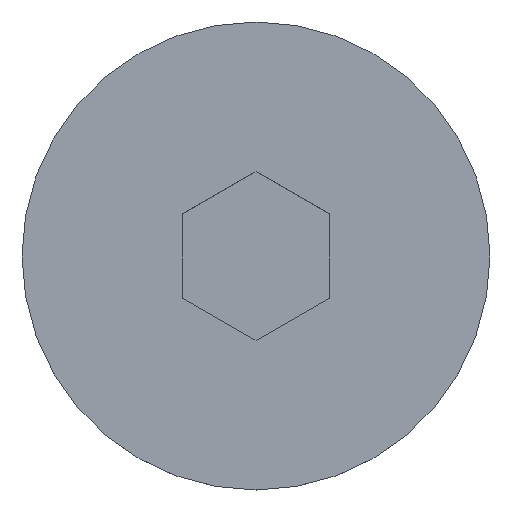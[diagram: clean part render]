
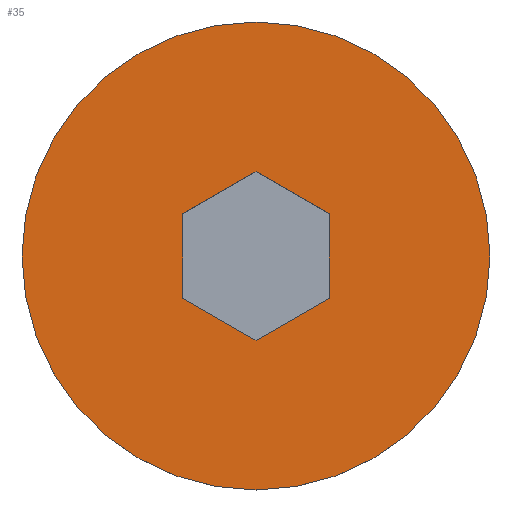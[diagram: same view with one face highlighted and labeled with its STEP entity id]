
A CAD part, top view. The second image highlights one B-rep face of the part: STEP entity #35.
In plain terms, the highlighted planar face has unit normal (0, 0, 1).
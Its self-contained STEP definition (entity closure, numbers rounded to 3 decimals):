
#4 = VECTOR ( 'NONE', #218, 1000. ) ;
#10 = DIRECTION ( 'NONE',  ( 0., 1., 0. ) ) ;
#11 = EDGE_CURVE ( 'NONE', #463, #72, #457, .T. ) ;
#33 = EDGE_CURVE ( 'NONE', #237, #345, #151, .T. ) ;
#35 = ADVANCED_FACE ( 'NONE', ( #122, #266 ), #206, .T. ) ;
#64 = CARTESIAN_POINT ( 'NONE',  ( 0., 0., 0. ) ) ;
#71 = VERTEX_POINT ( 'NONE', #366 ) ;
#72 = VERTEX_POINT ( 'NONE', #87 ) ;
#83 = VERTEX_POINT ( 'NONE', #477 ) ;
#87 = CARTESIAN_POINT ( 'NONE',  ( -2.5, 1.443, 0. ) ) ;
#97 = CARTESIAN_POINT ( 'NONE',  ( 0., 0., 0. ) ) ;
#102 = VECTOR ( 'NONE', #415, 1000. ) ;
#111 = VECTOR ( 'NONE', #497, 1000. ) ;
#122 = FACE_BOUND ( 'NONE', #243, .T. ) ;
#132 = LINE ( 'NONE', #143, #102 ) ;
#143 = CARTESIAN_POINT ( 'NONE',  ( 0., 2.887, 0. ) ) ;
#151 = CIRCLE ( 'NONE', #480, 8. ) ;
#168 = LINE ( 'NONE', #329, #4 ) ;
#172 = CARTESIAN_POINT ( 'NONE',  ( 0., -2.887, 0. ) ) ;
#173 = DIRECTION ( 'NONE',  ( -1., 0., 0. ) ) ;
#175 = LINE ( 'NONE', #188, #111 ) ;
#177 = CARTESIAN_POINT ( 'NONE',  ( 2.5, -1.443, 0. ) ) ;
#180 = DIRECTION ( 'NONE',  ( 0., 0., -1. ) ) ;
#187 = DIRECTION ( 'NONE',  ( 0.866, 0.5, 0. ) ) ;
#188 = CARTESIAN_POINT ( 'NONE',  ( 2.5, 0., 0. ) ) ;
#189 = ORIENTED_EDGE ( 'NONE', *, *, #248, .T. ) ;
#190 = ORIENTED_EDGE ( 'NONE', *, *, #432, .T. ) ;
#202 = ORIENTED_EDGE ( 'NONE', *, *, #11, .T. ) ;
#206 = PLANE ( 'NONE',  #370 ) ;
#207 = AXIS2_PLACEMENT_3D ( 'NONE', #64, #180, #450 ) ;
#212 = EDGE_LOOP ( 'NONE', ( #277, #292 ) ) ;
#216 = CARTESIAN_POINT ( 'NONE',  ( 8., 0., 0. ) ) ;
#218 = DIRECTION ( 'NONE',  ( -0.866, -0.5, 0. ) ) ;
#225 = VERTEX_POINT ( 'NONE', #177 ) ;
#234 = CARTESIAN_POINT ( 'NONE',  ( -2.5, 0., 0. ) ) ;
#237 = VERTEX_POINT ( 'NONE', #254 ) ;
#243 = EDGE_LOOP ( 'NONE', ( #190, #461, #360, #202, #302, #189 ) ) ;
#246 = EDGE_CURVE ( 'NONE', #345, #237, #350, .T. ) ;
#248 = EDGE_CURVE ( 'NONE', #400, #71, #132, .T. ) ;
#252 = DIRECTION ( 'NONE',  ( -0.866, 0.5, 0. ) ) ;
#254 = CARTESIAN_POINT ( 'NONE',  ( -8., 0., 0. ) ) ;
#259 = CARTESIAN_POINT ( 'NONE',  ( -2.5, 1.443, 0. ) ) ;
#266 = FACE_OUTER_BOUND ( 'NONE', #212, .T. ) ;
#269 = EDGE_CURVE ( 'NONE', #225, #83, #168, .T. ) ;
#277 = ORIENTED_EDGE ( 'NONE', *, *, #33, .F. ) ;
#281 = DIRECTION ( 'NONE',  ( 0., 0., 1. ) ) ;
#283 = DIRECTION ( 'NONE',  ( 1., 0., 0. ) ) ;
#284 = DIRECTION ( 'NONE',  ( 0., 0., -1. ) ) ;
#286 = CARTESIAN_POINT ( 'NONE',  ( 0., 2.887, 0. ) ) ;
#289 = VECTOR ( 'NONE', #187, 1000. ) ;
#292 = ORIENTED_EDGE ( 'NONE', *, *, #246, .F. ) ;
#296 = VECTOR ( 'NONE', #252, 1000. ) ;
#302 = ORIENTED_EDGE ( 'NONE', *, *, #454, .T. ) ;
#320 = VECTOR ( 'NONE', #10, 1000. ) ;
#322 = EDGE_CURVE ( 'NONE', #83, #463, #405, .T. ) ;
#326 = CARTESIAN_POINT ( 'NONE',  ( 4., 0., 0. ) ) ;
#329 = CARTESIAN_POINT ( 'NONE',  ( 2.5, -1.443, 0. ) ) ;
#345 = VERTEX_POINT ( 'NONE', #216 ) ;
#350 = CIRCLE ( 'NONE', #207, 8. ) ;
#360 = ORIENTED_EDGE ( 'NONE', *, *, #322, .T. ) ;
#366 = CARTESIAN_POINT ( 'NONE',  ( 2.5, 1.443, 0. ) ) ;
#370 = AXIS2_PLACEMENT_3D ( 'NONE', #326, #281, #283 ) ;
#376 = LINE ( 'NONE', #259, #289 ) ;
#400 = VERTEX_POINT ( 'NONE', #286 ) ;
#405 = LINE ( 'NONE', #172, #296 ) ;
#415 = DIRECTION ( 'NONE',  ( 0.866, -0.5, 0. ) ) ;
#432 = EDGE_CURVE ( 'NONE', #71, #225, #175, .T. ) ;
#450 = DIRECTION ( 'NONE',  ( -1., 0., 0. ) ) ;
#454 = EDGE_CURVE ( 'NONE', #72, #400, #376, .T. ) ;
#455 = CARTESIAN_POINT ( 'NONE',  ( -2.5, -1.443, 0. ) ) ;
#457 = LINE ( 'NONE', #234, #320 ) ;
#461 = ORIENTED_EDGE ( 'NONE', *, *, #269, .T. ) ;
#463 = VERTEX_POINT ( 'NONE', #455 ) ;
#477 = CARTESIAN_POINT ( 'NONE',  ( 0., -2.887, 0. ) ) ;
#480 = AXIS2_PLACEMENT_3D ( 'NONE', #97, #284, #173 ) ;
#497 = DIRECTION ( 'NONE',  ( 0., -1., 0. ) ) ;
